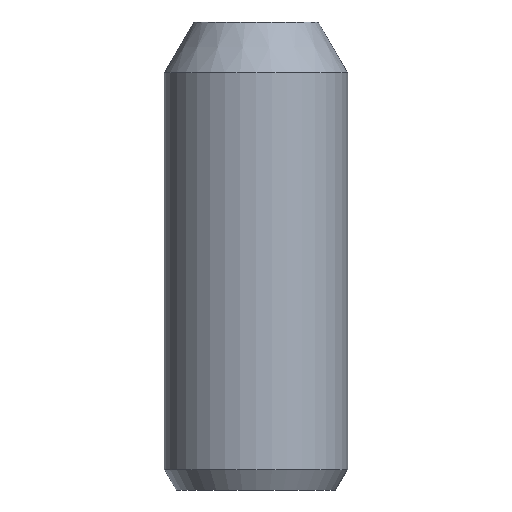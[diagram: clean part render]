
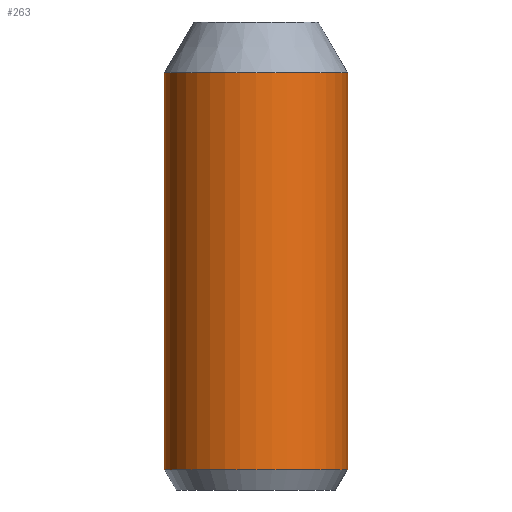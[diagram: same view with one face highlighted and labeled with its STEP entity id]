
A CAD part, front view. The second image highlights one B-rep face of the part: STEP entity #263.
In plain terms, the highlighted cylindrical face has radius 9 mm (diameter 18 mm), a partial arc.
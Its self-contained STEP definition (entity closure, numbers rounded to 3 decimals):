
#16 = EDGE_LOOP ( 'NONE', ( #233, #91, #311, #227 ) ) ;
#20 = CARTESIAN_POINT ( 'NONE',  ( 0., 0., 2. ) ) ;
#28 = DIRECTION ( 'NONE',  ( 0., 0., 1. ) ) ;
#41 = LINE ( 'NONE', #48, #354 ) ;
#48 = CARTESIAN_POINT ( 'NONE',  ( 9., 0., 50. ) ) ;
#55 = EDGE_CURVE ( 'NONE', #129, #236, #115, .T. ) ;
#74 = CARTESIAN_POINT ( 'NONE',  ( -9., 0., 41. ) ) ;
#85 = EDGE_CURVE ( 'NONE', #236, #189, #41, .T. ) ;
#91 = ORIENTED_EDGE ( 'NONE', *, *, #55, .T. ) ;
#97 = CARTESIAN_POINT ( 'NONE',  ( -9., 0., 50. ) ) ;
#110 = VERTEX_POINT ( 'NONE', #74 ) ;
#111 = CIRCLE ( 'NONE', #306, 9. ) ;
#114 = DIRECTION ( 'NONE',  ( 1., 0., 0. ) ) ;
#115 = CIRCLE ( 'NONE', #298, 9. ) ;
#116 = EDGE_CURVE ( 'NONE', #129, #110, #158, .T. ) ;
#128 = DIRECTION ( 'NONE',  ( 0., 0., 1. ) ) ;
#129 = VERTEX_POINT ( 'NONE', #296 ) ;
#141 = CARTESIAN_POINT ( 'NONE',  ( 9., 0., 2. ) ) ;
#158 = LINE ( 'NONE', #97, #329 ) ;
#189 = VERTEX_POINT ( 'NONE', #215 ) ;
#195 = CARTESIAN_POINT ( 'NONE',  ( 0., 0., 50. ) ) ;
#199 = FACE_OUTER_BOUND ( 'NONE', #16, .T. ) ;
#214 = DIRECTION ( 'NONE',  ( 0., 0., 1. ) ) ;
#215 = CARTESIAN_POINT ( 'NONE',  ( 9., 0., 41. ) ) ;
#224 = CARTESIAN_POINT ( 'NONE',  ( 0., 0., 41. ) ) ;
#227 = ORIENTED_EDGE ( 'NONE', *, *, #284, .F. ) ;
#233 = ORIENTED_EDGE ( 'NONE', *, *, #116, .F. ) ;
#236 = VERTEX_POINT ( 'NONE', #141 ) ;
#240 = AXIS2_PLACEMENT_3D ( 'NONE', #195, #28, #352 ) ;
#245 = CYLINDRICAL_SURFACE ( 'NONE', #240, 9. ) ;
#263 = ADVANCED_FACE ( 'NONE', ( #199 ), #245, .T. ) ;
#284 = EDGE_CURVE ( 'NONE', #110, #189, #111, .T. ) ;
#289 = DIRECTION ( 'NONE',  ( 0., 0., 1. ) ) ;
#296 = CARTESIAN_POINT ( 'NONE',  ( -9., 0., 2. ) ) ;
#298 = AXIS2_PLACEMENT_3D ( 'NONE', #20, #128, #114 ) ;
#302 = DIRECTION ( 'NONE',  ( 1., 0., 0. ) ) ;
#306 = AXIS2_PLACEMENT_3D ( 'NONE', #224, #326, #302 ) ;
#311 = ORIENTED_EDGE ( 'NONE', *, *, #85, .T. ) ;
#326 = DIRECTION ( 'NONE',  ( 0., 0., 1. ) ) ;
#329 = VECTOR ( 'NONE', #214, 1000. ) ;
#352 = DIRECTION ( 'NONE',  ( 1., 0., 0. ) ) ;
#354 = VECTOR ( 'NONE', #289, 1000. ) ;
